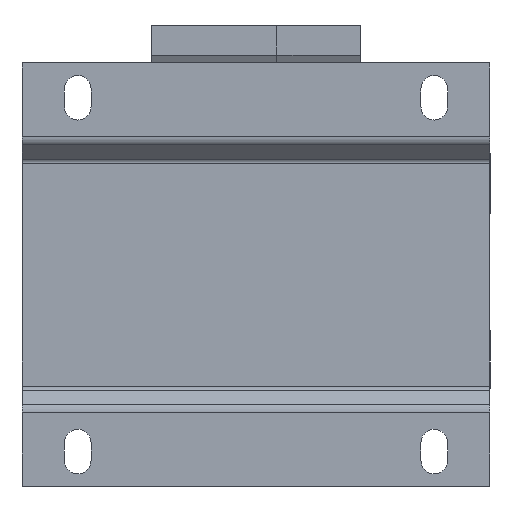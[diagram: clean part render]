
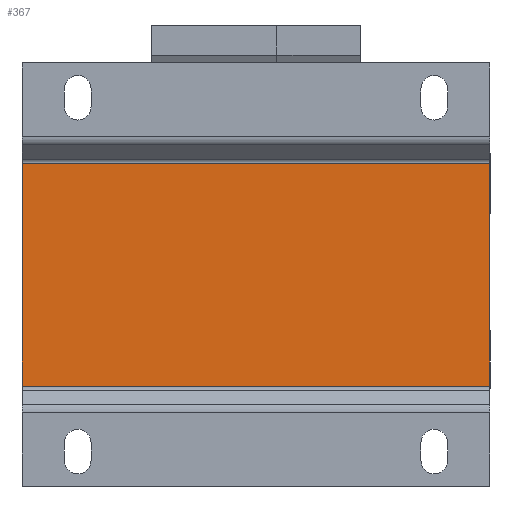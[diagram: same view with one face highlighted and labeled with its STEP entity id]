
A CAD part, front view. The second image highlights one B-rep face of the part: STEP entity #367.
In plain terms, the highlighted planar face has unit normal (0, -1, 0).
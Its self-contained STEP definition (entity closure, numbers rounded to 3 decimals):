
#209 = DIRECTION ( 'NONE',  ( 0., 0., 1. ) ) ;
#239 = CARTESIAN_POINT ( 'NONE',  ( 42., -36., 20. ) ) ;
#312 = EDGE_CURVE ( 'Defeature ausgef�hrt2_66+Defeature ausgef�hrt2_61+Defeature ausgef�hrt2_81+Defeature ausgef�hrt2_68', #2601, #2529, #2680, .T. ) ;
#367 = ADVANCED_FACE ( 'Defeature ausgef�hrt2_61', ( #2590 ), #4729, .F. ) ;
#524 = LINE ( 'NONE', #5139, #3199 ) ;
#589 = EDGE_CURVE ( 'Defeature ausgef�hrt2_61+Defeature ausgef�hrt2_83+Defeature ausgef�hrt2_66+Defeature ausgef�hrt2_67', #2601, #3723, #524, .T. ) ;
#1344 = VERTEX_POINT ( 'NONE', #3759 ) ;
#1532 = DIRECTION ( 'NONE',  ( 0., 0., -1. ) ) ;
#2014 = DIRECTION ( 'NONE',  ( 0., 1., 0. ) ) ;
#2064 = CARTESIAN_POINT ( 'NONE',  ( 42., -36., -38. ) ) ;
#2237 = EDGE_CURVE ( 'Defeature ausgef�hrt2_70+Defeature ausgef�hrt2_61+Defeature ausgef�hrt2_68+Defeature ausgef�hrt2_69', #2529, #1344, #4478, .T. ) ;
#2529 = VERTEX_POINT ( 'NONE', #3470 ) ;
#2590 = FACE_OUTER_BOUND ( 'NONE', #5894, .T. ) ;
#2601 = VERTEX_POINT ( 'NONE', #239 ) ;
#2680 = LINE ( 'NONE', #2064, #4300 ) ;
#2918 = DIRECTION ( 'NONE',  ( -1., 0., 0. ) ) ;
#3151 = EDGE_CURVE ( 'Defeature ausgef�hrt2_67+Defeature ausgef�hrt2_61+Defeature ausgef�hrt2_69+Defeature ausgef�hrt2_82', #1344, #3723, #5528, .T. ) ;
#3199 = VECTOR ( 'NONE', #5735, 1000. ) ;
#3411 = CARTESIAN_POINT ( 'NONE',  ( 0., -36., -20. ) ) ;
#3470 = CARTESIAN_POINT ( 'NONE',  ( 42., -36., -20. ) ) ;
#3509 = CARTESIAN_POINT ( 'NONE',  ( -42., -36., -38. ) ) ;
#3524 = VECTOR ( 'NONE', #209, 1000. ) ;
#3618 = DIRECTION ( 'NONE',  ( 0., 0., 1. ) ) ;
#3624 = VECTOR ( 'NONE', #2918, 1000. ) ;
#3723 = VERTEX_POINT ( 'NONE', #6354 ) ;
#3759 = CARTESIAN_POINT ( 'NONE',  ( -42., -36., -20. ) ) ;
#3891 = ORIENTED_EDGE ( 'NONE', *, *, #589, .T. ) ;
#4300 = VECTOR ( 'NONE', #1532, 1000. ) ;
#4478 = LINE ( 'NONE', #3411, #3624 ) ;
#4729 = PLANE ( 'NONE',  #6810 ) ;
#5139 = CARTESIAN_POINT ( 'NONE',  ( 0., -36., 20. ) ) ;
#5312 = CARTESIAN_POINT ( 'NONE',  ( 0., -36., 0. ) ) ;
#5528 = LINE ( 'NONE', #3509, #3524 ) ;
#5595 = ORIENTED_EDGE ( 'NONE', *, *, #2237, .F. ) ;
#5735 = DIRECTION ( 'NONE',  ( -1., 0., 0. ) ) ;
#5894 = EDGE_LOOP ( 'NONE', ( #6922, #3891, #6484, #5595 ) ) ;
#6354 = CARTESIAN_POINT ( 'NONE',  ( -42., -36., 20. ) ) ;
#6484 = ORIENTED_EDGE ( 'NONE', *, *, #3151, .F. ) ;
#6810 = AXIS2_PLACEMENT_3D ( 'NONE', #5312, #2014, #3618 ) ;
#6922 = ORIENTED_EDGE ( 'NONE', *, *, #312, .F. ) ;
